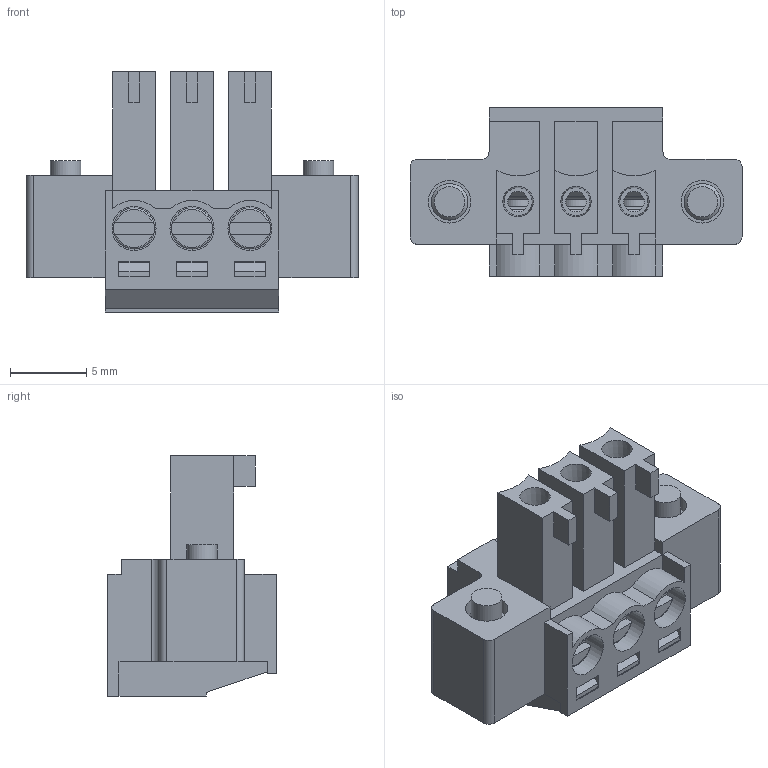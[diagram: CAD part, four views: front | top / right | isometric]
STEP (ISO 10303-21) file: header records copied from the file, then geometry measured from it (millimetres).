
FILE_DESCRIPTION( ( 'Unknown' ), '1' );
FILE_NAME( '691364300003.stp', 'Unknown', ( 'Unknown' ), ( 'Unknown' ), 'PSStep 18.0.17', 'Unknown', ' ' );
FILE_SCHEMA( ( 'AUTOMOTIVE_DESIGN { 1 0 10303 214 1 1 1 1 }' ) );
Length unit declared in the file: millimetre
Products named in the file (7): Assem1; 6913643000xx_PIN; 6913643000xx_CAGE; 6913643000xx_VIS; 6913643000xx_VIS FLANGE; 691364300003; 691364300003_CAPOT
Assembly tree (13 placements, depth 2):
  Assem1
    6913643000xx_PIN  x3
    6913643000xx_CAGE  x3
    6913643000xx_VIS  x3
    6913643000xx_VIS FLANGE  x2
    691364300003
    691364300003_CAPOT
Bounding box: 21.83 x 11.1 x 15.8 mm (x, y, z)
Volume: 1162.7 mm3; surface area: 3379.6 mm2
Topology: 13 solids, 13 shells, 556 faces, 1474 edges, 964 vertices
Faces by surface type: plane 430, cylinder 103, torus 15, cone 8
Full cylindrical faces by diameter (mm): 1.35 x3, 1.598 x3, 1.9 x6, 2 x5, 2.4 x2, 2.7 x3, 2.8 x2, 2.9 x3, 3.8 x4
Entity records: 14301 total; most frequent: CARTESIAN_POINT 2107, ORIENTED_EDGE 1874, DIRECTION 1806, EDGE_CURVE 937, LINE 804, VECTOR 804, VERTEX_POINT 629, AXIS2_PLACEMENT_3D 501
